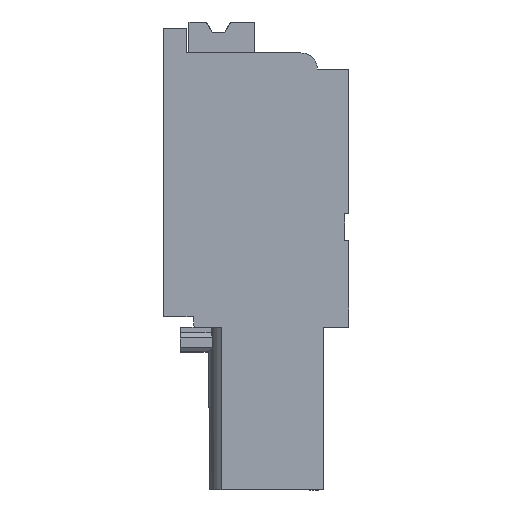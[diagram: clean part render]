
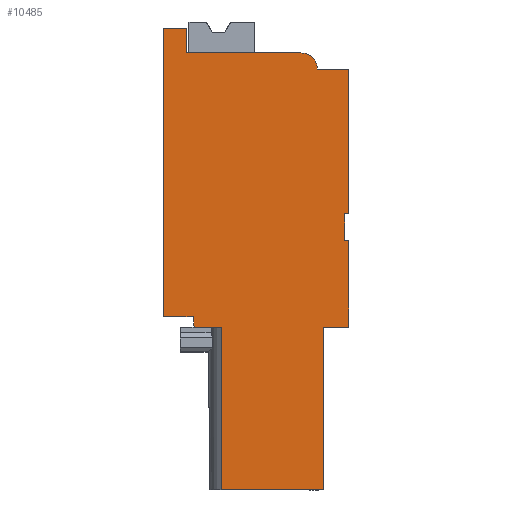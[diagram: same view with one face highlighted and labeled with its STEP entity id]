
A CAD part, left-side view. The second image highlights one B-rep face of the part: STEP entity #10485.
In plain terms, the highlighted planar face has unit normal (-1, 0, 0).
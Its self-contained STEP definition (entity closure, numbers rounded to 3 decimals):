
#2075=AXIS2_PLACEMENT_3D('Circle Axis2P3D',#2073,#2074,$) ;
#10458=AXIS2_PLACEMENT_3D('Plane Axis2P3D',#10455,#10456,#10457) ;
#40=CARTESIAN_POINT('Vertex',(0.,0.,13.4)) ;
#45=CARTESIAN_POINT('Line Origine',(0.,0.1,13.4)) ;
#49=CARTESIAN_POINT('Vertex',(0.,0.2,13.4)) ;
#83=CARTESIAN_POINT('Line Origine',(0.,0.2,12.75)) ;
#87=CARTESIAN_POINT('Vertex',(0.,0.2,12.1)) ;
#107=CARTESIAN_POINT('Line Origine',(0.,0.1,12.1)) ;
#111=CARTESIAN_POINT('Vertex',(0.,0.,12.1)) ;
#138=CARTESIAN_POINT('Line Origine',(0.,0.,10.)) ;
#142=CARTESIAN_POINT('Vertex',(0.,0.,7.9)) ;
#607=CARTESIAN_POINT('Line Origine',(0.,0.612,7.9)) ;
#611=CARTESIAN_POINT('Vertex',(0.,1.224,7.9)) ;
#914=CARTESIAN_POINT('Line Origine',(0.,1.224,3.95)) ;
#918=CARTESIAN_POINT('Vertex',(0.,1.224,0.)) ;
#1535=CARTESIAN_POINT('Line Origine',(0.,3.706,0.)) ;
#1539=CARTESIAN_POINT('Vertex',(0.,6.187,0.)) ;
#2070=CARTESIAN_POINT('Vertex',(0.,2.325,21.2)) ;
#2073=CARTESIAN_POINT('Axis2P3D Location',(0.,2.325,20.4)) ;
#2077=CARTESIAN_POINT('Vertex',(0.,1.525,20.4)) ;
#2189=CARTESIAN_POINT('Line Origine',(0.,5.087,21.2)) ;
#2193=CARTESIAN_POINT('Vertex',(0.,7.85,21.2)) ;
#2739=CARTESIAN_POINT('Line Origine',(0.,7.85,21.8)) ;
#2743=CARTESIAN_POINT('Vertex',(0.,7.85,22.4)) ;
#2770=CARTESIAN_POINT('Line Origine',(0.,8.425,22.4)) ;
#2774=CARTESIAN_POINT('Vertex',(0.,9.,22.4)) ;
#2801=CARTESIAN_POINT('Line Origine',(0.,9.,15.4)) ;
#2805=CARTESIAN_POINT('Vertex',(0.,9.,8.4)) ;
#3002=CARTESIAN_POINT('Line Origine',(0.,8.272,8.4)) ;
#3006=CARTESIAN_POINT('Vertex',(0.,7.545,8.4)) ;
#3116=CARTESIAN_POINT('Vertex',(0.,7.501,7.9)) ;
#3119=CARTESIAN_POINT('Line Origine',(0.,7.523,8.15)) ;
#3184=CARTESIAN_POINT('Vertex',(0.,6.187,7.9)) ;
#3187=CARTESIAN_POINT('Line Origine',(0.,6.844,7.9)) ;
#8748=CARTESIAN_POINT('Line Origine',(0.,0.762,20.4)) ;
#8752=CARTESIAN_POINT('Vertex',(0.,0.,20.4)) ;
#9754=CARTESIAN_POINT('Line Origine',(0.,6.187,3.95)) ;
#10455=CARTESIAN_POINT('Axis2P3D Location',(0.,0.,0.)) ;
#10460=CARTESIAN_POINT('Line Origine',(0.,0.,16.9)) ;
#46=DIRECTION('Vector Direction',(0.,1.,0.)) ;
#84=DIRECTION('Vector Direction',(0.,0.,1.)) ;
#108=DIRECTION('Vector Direction',(0.,-1.,0.)) ;
#139=DIRECTION('Vector Direction',(0.,0.,1.)) ;
#608=DIRECTION('Vector Direction',(0.,1.,0.)) ;
#915=DIRECTION('Vector Direction',(0.,0.,1.)) ;
#1536=DIRECTION('Vector Direction',(0.,-1.,0.)) ;
#2074=DIRECTION('Axis2P3D Direction',(-1.,-0.,0.)) ;
#2190=DIRECTION('Vector Direction',(0.,-1.,0.)) ;
#2740=DIRECTION('Vector Direction',(0.,0.,-1.)) ;
#2771=DIRECTION('Vector Direction',(0.,-1.,0.)) ;
#2802=DIRECTION('Vector Direction',(0.,0.,1.)) ;
#3003=DIRECTION('Vector Direction',(0.,-1.,0.)) ;
#3120=DIRECTION('Vector Direction',(0.,0.087,0.996)) ;
#3188=DIRECTION('Vector Direction',(0.,1.,0.)) ;
#8749=DIRECTION('Vector Direction',(0.,-1.,0.)) ;
#9755=DIRECTION('Vector Direction',(0.,0.,1.)) ;
#10456=DIRECTION('Axis2P3D Direction',(-1.,0.,0.)) ;
#10457=DIRECTION('Axis2P3D XDirection',(0.,0.,1.)) ;
#10461=DIRECTION('Vector Direction',(0.,0.,1.)) ;
#47=VECTOR('Line Direction',#46,1.) ;
#85=VECTOR('Line Direction',#84,1.) ;
#109=VECTOR('Line Direction',#108,1.) ;
#140=VECTOR('Line Direction',#139,1.) ;
#609=VECTOR('Line Direction',#608,1.) ;
#916=VECTOR('Line Direction',#915,1.) ;
#1537=VECTOR('Line Direction',#1536,1.) ;
#2191=VECTOR('Line Direction',#2190,1.) ;
#2741=VECTOR('Line Direction',#2740,1.) ;
#2772=VECTOR('Line Direction',#2771,1.) ;
#2803=VECTOR('Line Direction',#2802,1.) ;
#3004=VECTOR('Line Direction',#3003,1.) ;
#3121=VECTOR('Line Direction',#3120,1.) ;
#3189=VECTOR('Line Direction',#3188,1.) ;
#8750=VECTOR('Line Direction',#8749,1.) ;
#9756=VECTOR('Line Direction',#9755,1.) ;
#10462=VECTOR('Line Direction',#10461,1.) ;
#10466=ORIENTED_EDGE('',*,*,#10464,.T.) ;
#10467=ORIENTED_EDGE('',*,*,#8754,.T.) ;
#10468=ORIENTED_EDGE('',*,*,#2079,.T.) ;
#10469=ORIENTED_EDGE('',*,*,#2195,.T.) ;
#10470=ORIENTED_EDGE('',*,*,#2745,.T.) ;
#10471=ORIENTED_EDGE('',*,*,#2776,.T.) ;
#10472=ORIENTED_EDGE('',*,*,#2807,.T.) ;
#10473=ORIENTED_EDGE('',*,*,#3008,.T.) ;
#10474=ORIENTED_EDGE('',*,*,#3123,.T.) ;
#10475=ORIENTED_EDGE('',*,*,#3191,.T.) ;
#10476=ORIENTED_EDGE('',*,*,#9758,.F.) ;
#10477=ORIENTED_EDGE('',*,*,#1541,.T.) ;
#10478=ORIENTED_EDGE('',*,*,#920,.T.) ;
#10479=ORIENTED_EDGE('',*,*,#613,.T.) ;
#10480=ORIENTED_EDGE('',*,*,#144,.T.) ;
#10481=ORIENTED_EDGE('',*,*,#113,.T.) ;
#10482=ORIENTED_EDGE('',*,*,#89,.T.) ;
#10483=ORIENTED_EDGE('',*,*,#51,.T.) ;
#10485=ADVANCED_FACE('HOUSING',(#10484),#10459,.T.) ;
#2076=CIRCLE('generated circle',#2075,0.8) ;
#51=EDGE_CURVE('',#50,#41,#48,.F.) ;
#89=EDGE_CURVE('',#88,#50,#86,.T.) ;
#113=EDGE_CURVE('',#112,#88,#110,.F.) ;
#144=EDGE_CURVE('',#143,#112,#141,.T.) ;
#613=EDGE_CURVE('',#612,#143,#610,.F.) ;
#920=EDGE_CURVE('',#919,#612,#917,.T.) ;
#1541=EDGE_CURVE('',#1540,#919,#1538,.T.) ;
#2079=EDGE_CURVE('',#2078,#2071,#2076,.T.) ;
#2195=EDGE_CURVE('',#2071,#2194,#2192,.F.) ;
#2745=EDGE_CURVE('',#2194,#2744,#2742,.F.) ;
#2776=EDGE_CURVE('',#2744,#2775,#2773,.F.) ;
#2807=EDGE_CURVE('',#2775,#2806,#2804,.F.) ;
#3008=EDGE_CURVE('',#2806,#3007,#3005,.T.) ;
#3123=EDGE_CURVE('',#3007,#3117,#3122,.F.) ;
#3191=EDGE_CURVE('',#3117,#3185,#3190,.F.) ;
#8754=EDGE_CURVE('',#8753,#2078,#8751,.F.) ;
#9758=EDGE_CURVE('',#1540,#3185,#9757,.T.) ;
#10464=EDGE_CURVE('',#41,#8753,#10463,.T.) ;
#10465=EDGE_LOOP('',(#10466,#10467,#10468,#10469,#10470,#10471,#10472,#10473,#10474,#10475,#10476,#10477,#10478,#10479,#10480,#10481,#10482,#10483)) ;
#10484=FACE_OUTER_BOUND('',#10465,.T.) ;
#48=LINE('Line',#45,#47) ;
#86=LINE('Line',#83,#85) ;
#110=LINE('Line',#107,#109) ;
#141=LINE('Line',#138,#140) ;
#610=LINE('Line',#607,#609) ;
#917=LINE('Line',#914,#916) ;
#1538=LINE('Line',#1535,#1537) ;
#2192=LINE('Line',#2189,#2191) ;
#2742=LINE('Line',#2739,#2741) ;
#2773=LINE('Line',#2770,#2772) ;
#2804=LINE('Line',#2801,#2803) ;
#3005=LINE('Line',#3002,#3004) ;
#3122=LINE('Line',#3119,#3121) ;
#3190=LINE('Line',#3187,#3189) ;
#8751=LINE('Line',#8748,#8750) ;
#9757=LINE('Line',#9754,#9756) ;
#10463=LINE('Line',#10460,#10462) ;
#10459=PLANE('',#10458) ;
#41=VERTEX_POINT('',#40) ;
#50=VERTEX_POINT('',#49) ;
#88=VERTEX_POINT('',#87) ;
#112=VERTEX_POINT('',#111) ;
#143=VERTEX_POINT('',#142) ;
#612=VERTEX_POINT('',#611) ;
#919=VERTEX_POINT('',#918) ;
#1540=VERTEX_POINT('',#1539) ;
#2071=VERTEX_POINT('',#2070) ;
#2078=VERTEX_POINT('',#2077) ;
#2194=VERTEX_POINT('',#2193) ;
#2744=VERTEX_POINT('',#2743) ;
#2775=VERTEX_POINT('',#2774) ;
#2806=VERTEX_POINT('',#2805) ;
#3007=VERTEX_POINT('',#3006) ;
#3117=VERTEX_POINT('',#3116) ;
#3185=VERTEX_POINT('',#3184) ;
#8753=VERTEX_POINT('',#8752) ;
